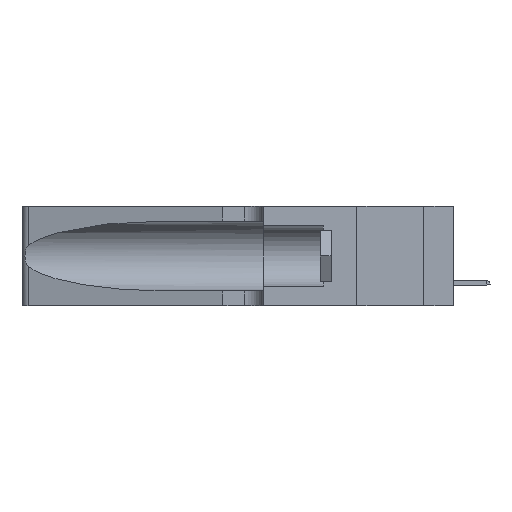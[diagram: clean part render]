
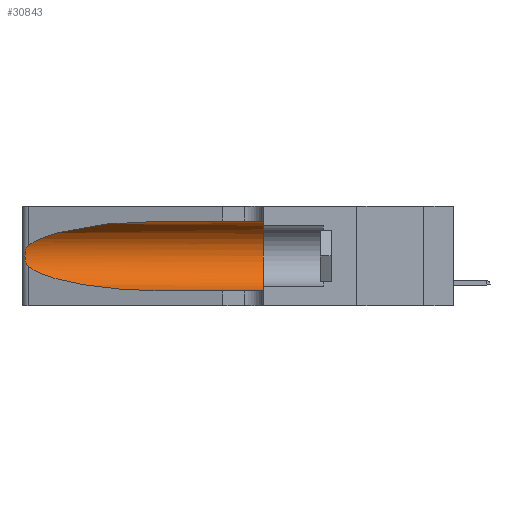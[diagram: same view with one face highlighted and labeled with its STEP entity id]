
A CAD part, left-side view. The second image highlights one B-rep face of the part: STEP entity #30843.
In plain terms, the highlighted cylindrical face has radius 3.308 mm (diameter 6.617 mm), a partial arc.
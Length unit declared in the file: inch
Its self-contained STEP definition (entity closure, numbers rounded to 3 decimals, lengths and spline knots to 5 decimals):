
#576 = VERTEX_POINT ( 'NONE', #30639 ) ;
#748 = CARTESIAN_POINT ( 'NONE',  ( 0.2373, 1.15595, 0.28018 ) ) ;
#967 = ORIENTED_EDGE ( 'NONE', *, *, #27712, .T. ) ;
#1100 = EDGE_CURVE ( 'NONE', #576, #16614, #35842, .T. ) ;
#2384 = CARTESIAN_POINT ( 'NONE',  ( 0.1305, 0.72297, 0.31525 ) ) ;
#2571 = CARTESIAN_POINT ( 'NONE',  ( 0.25854, 1.2359, 0.20912 ) ) ;
#3364 = CYLINDRICAL_SURFACE ( 'NONE', #29191, 0.13025 ) ;
#3579 = CARTESIAN_POINT ( 'NONE',  ( 0.25856, 1.23593, 0.16098 ) ) ;
#3606 = VERTEX_POINT ( 'NONE', #2384 ) ;
#3966 = VERTEX_POINT ( 'NONE', #24124 ) ;
#4073 = CARTESIAN_POINT ( 'NONE',  ( 0.1305, 1.61858, 0.31525 ) ) ;
#5338 = VECTOR ( 'NONE', #46679, 39.37008 ) ;
#6629 = CARTESIAN_POINT ( 'NONE',  ( 0.1305, 0.35, 0.05475 ) ) ;
#6715 = CARTESIAN_POINT ( 'NONE',  ( 0.25487, 1.22718, 0.14631 ) ) ;
#6726 = CARTESIAN_POINT ( 'NONE',  ( 0.25789, 1.23486, 0.15765 ) ) ;
#7155 = CARTESIAN_POINT ( 'NONE',  ( 0.1305, 0.72297, 0.05475 ) ) ;
#7476 = CARTESIAN_POINT ( 'NONE',  ( 0.25639, 1.23186, 0.15144 ) ) ;
#8065 = ORIENTED_EDGE ( 'NONE', *, *, #13754, .F. ) ;
#8227 = LINE ( 'NONE', #4073, #5338 ) ;
#11123 = CARTESIAN_POINT ( 'NONE',  ( 0.26075, 1.23896, 0.178 ) ) ;
#11617 = CARTESIAN_POINT ( 'NONE',  ( 0.26075, 1.23896, 0.19203 ) ) ;
#12687 = EDGE_LOOP ( 'NONE', ( #50209, #17484, #43599, #967, #30182, #8065 ) ) ;
#13754 = EDGE_CURVE ( 'NONE', #3606, #3966, #8227, .T. ) ;
#15067 = FACE_OUTER_BOUND ( 'NONE', #12687, .T. ) ;
#15314 = CARTESIAN_POINT ( 'NONE',  ( 0.1305, 1.61858, 0.185 ) ) ;
#16614 = VERTEX_POINT ( 'NONE', #7155 ) ;
#17484 = ORIENTED_EDGE ( 'NONE', *, *, #40030, .T. ) ;
#18173 = CIRCLE ( 'NONE', #47176, 0.13025 ) ;
#18303 = DIRECTION ( 'NONE',  ( 0., 0., 1. ) ) ;
#18319 = VERTEX_POINT ( 'NONE', #47307 ) ;
#18399 = CARTESIAN_POINT ( 'NONE',  ( 0.25555, 1.22993, 0.14849 ) ) ;
#19840 = VECTOR ( 'NONE', #26778, 39.37008 ) ;
#20405 = CARTESIAN_POINT ( 'NONE',  ( 0.2373, 1.15595, 0.08982 ) ) ;
#20660 = CARTESIAN_POINT ( 'NONE',  ( 0.18966, 0.96281, 0.05475 ) ) ;
#22530 = CARTESIAN_POINT ( 'NONE',  ( 0.25487, 1.22718, 0.14631 ) ) ;
#24124 = CARTESIAN_POINT ( 'NONE',  ( 0.1305, 0.35, 0.31525 ) ) ;
#26094 = CARTESIAN_POINT ( 'NONE',  ( 0.1305, 0.35, 0.185 ) ) ;
#26444 = CARTESIAN_POINT ( 'NONE',  ( 0.26017, 1.23833, 0.17102 ) ) ;
#26778 = DIRECTION ( 'NONE',  ( 0., -1., 0. ) ) ;
#27191 = CARTESIAN_POINT ( 'NONE',  ( 0.25639, 1.23184, 0.21858 ) ) ;
#27712 = EDGE_CURVE ( 'NONE', #16614, #38763, #34576, .T. ) ;
#29191 = AXIS2_PLACEMENT_3D ( 'NONE', #15314, #31135, #43059 ) ;
#30182 = ORIENTED_EDGE ( 'NONE', *, *, #34154, .F. ) ;
#30639 = CARTESIAN_POINT ( 'NONE',  ( 0.25487, 1.22718, 0.14631 ) ) ;
#30843 = ADVANCED_FACE ( 'NONE', ( #15067 ), #3364, .F. ) ;
#30956 = EDGE_CURVE ( 'NONE', #3606, #18319, #37526, .T. ) ;
#31135 = DIRECTION ( 'NONE',  ( 0., -1., 0. ) ) ;
#31338 = CARTESIAN_POINT ( 'NONE',  ( 0.26018, 1.23835, 0.19895 ) ) ;
#34154 = EDGE_CURVE ( 'NONE', #3966, #38763, #18173, .T. ) ;
#34576 = LINE ( 'NONE', #35338, #19840 ) ;
#35338 = CARTESIAN_POINT ( 'NONE',  ( 0.1305, 1.61858, 0.05475 ) ) ;
#35842 =( BOUNDED_CURVE ( )  B_SPLINE_CURVE ( 3, ( #6715, #20405, #20660, #48193 ),
 .UNSPECIFIED., .F., .F. ) 
 B_SPLINE_CURVE_WITH_KNOTS ( ( 4, 4 ),
 ( 3.44316, 4.71239 ),
 .UNSPECIFIED. ) 
 CURVE ( )  GEOMETRIC_REPRESENTATION_ITEM ( )  RATIONAL_B_SPLINE_CURVE ( ( 1., 0.87, 0.87, 1. ) ) 
 REPRESENTATION_ITEM ( '' )  );
#36052 = CARTESIAN_POINT ( 'NONE',  ( 0.18966, 0.96281, 0.31525 ) ) ;
#37526 =( BOUNDED_CURVE ( )  B_SPLINE_CURVE ( 3, ( #48752, #36052, #748, #47975 ),
 .UNSPECIFIED., .F., .F. ) 
 B_SPLINE_CURVE_WITH_KNOTS ( ( 4, 4 ),
 ( 1.5708, 2.84003 ),
 .UNSPECIFIED. ) 
 CURVE ( )  GEOMETRIC_REPRESENTATION_ITEM ( )  RATIONAL_B_SPLINE_CURVE ( ( 1., 0.87, 0.87, 1. ) ) 
 REPRESENTATION_ITEM ( '' )  );
#37786 = DIRECTION ( 'NONE',  ( 0., 1., 0. ) ) ;
#38386 = CARTESIAN_POINT ( 'NONE',  ( 0.25787, 1.23484, 0.2124 ) ) ;
#38763 = VERTEX_POINT ( 'NONE', #6629 ) ;
#40030 = EDGE_CURVE ( 'NONE', #18319, #576, #50268, .T. ) ;
#43059 = DIRECTION ( 'NONE',  ( 0., 0., -1. ) ) ;
#43599 = ORIENTED_EDGE ( 'NONE', *, *, #1100, .T. ) ;
#46679 = DIRECTION ( 'NONE',  ( 0., -1., 0. ) ) ;
#46683 = CARTESIAN_POINT ( 'NONE',  ( 0.25487, 1.22718, 0.22369 ) ) ;
#47176 = AXIS2_PLACEMENT_3D ( 'NONE', #26094, #37786, #18303 ) ;
#47307 = CARTESIAN_POINT ( 'NONE',  ( 0.25487, 1.22718, 0.22369 ) ) ;
#47975 = CARTESIAN_POINT ( 'NONE',  ( 0.25487, 1.22718, 0.22369 ) ) ;
#48193 = CARTESIAN_POINT ( 'NONE',  ( 0.1305, 0.72297, 0.05475 ) ) ;
#48752 = CARTESIAN_POINT ( 'NONE',  ( 0.1305, 0.72297, 0.31525 ) ) ;
#50209 = ORIENTED_EDGE ( 'NONE', *, *, #30956, .T. ) ;
#50268 = B_SPLINE_CURVE_WITH_KNOTS ( 'NONE', 3,
 ( #46683, #50319, #27191, #38386, #2571, #31338, #11617, #11123, #26444, #3579, #6726, #7476, #18399, #22530 ),
 .UNSPECIFIED., .F., .F.,
 ( 4, 2, 2, 2, 2, 2, 4 ),
 ( 0., 0.00027, 0.00053, 0.00107, 0.0016, 0.00187, 0.00214 ),
 .UNSPECIFIED. ) ;
#50319 = CARTESIAN_POINT ( 'NONE',  ( 0.25555, 1.22994, 0.2215 ) ) ;
